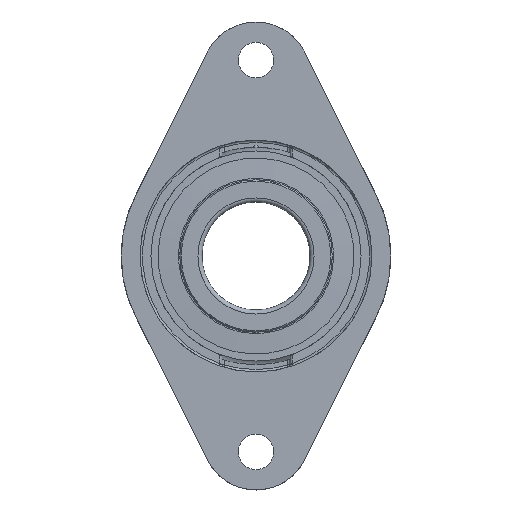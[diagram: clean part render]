
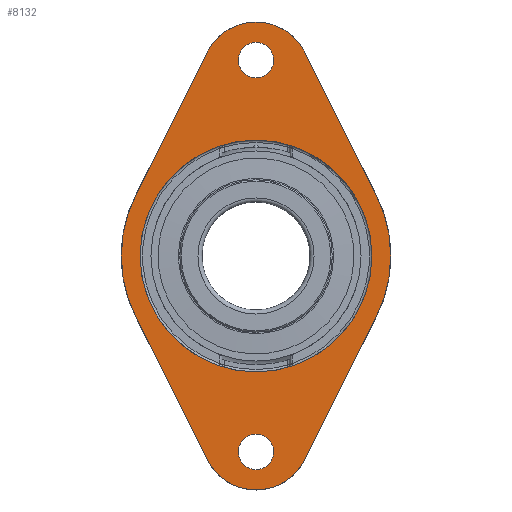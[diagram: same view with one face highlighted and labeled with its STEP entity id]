
A CAD part, left-side view. The second image highlights one B-rep face of the part: STEP entity #8132.
In plain terms, the highlighted face is planar.
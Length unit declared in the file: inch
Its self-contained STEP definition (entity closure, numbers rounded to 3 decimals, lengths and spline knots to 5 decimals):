
#5452=CARTESIAN_POINT('',(0.88144,-1.74045,-0.));
#5453=VERTEX_POINT('',#5452);
#5460=CARTESIAN_POINT('',(2.951,-0.70405,-0.));
#5461=VERTEX_POINT('',#5460);
#5462=CARTESIAN_POINT('',(0.88144,-1.74045,-0.));
#5463=DIRECTION('',(0.894,0.448,0.));
#5464=VECTOR('',#5463,0.91124);
#5465=LINE('',#5462,#5464);
#5466=EDGE_CURVE('',#5453,#5461,#5465,.T.);
#5485=CARTESIAN_POINT('',(-0.88144,-1.74045,-0.));
#5486=VERTEX_POINT('',#5485);
#5493=CARTESIAN_POINT('',(0.,0.01969,0.));
#5494=DIRECTION('',(0.,-0.,1.));
#5495=DIRECTION('',(1.,0.,0.));
#5496=AXIS2_PLACEMENT_3D('',#5493,#5494,#5495);
#5497=CIRCLE('',#5496,1.9685);
#5498=EDGE_CURVE('',#5486,#5453,#5497,.T.);
#5511=CARTESIAN_POINT('',(-2.951,-0.70405,-0.));
#5512=VERTEX_POINT('',#5511);
#5519=CARTESIAN_POINT('',(-2.951,-0.70405,-0.));
#5520=DIRECTION('',(0.894,-0.448,-0.));
#5521=VECTOR('',#5520,0.91124);
#5522=LINE('',#5519,#5521);
#5523=EDGE_CURVE('',#5512,#5486,#5522,.T.);
#5584=CARTESIAN_POINT('',(2.951,0.70405,0.));
#5585=VERTEX_POINT('',#5584);
#5586=CARTESIAN_POINT('',(2.59843,-0.,-0.));
#5587=DIRECTION('',(0.,-0.,1.));
#5588=DIRECTION('',(1.,0.,0.));
#5589=AXIS2_PLACEMENT_3D('',#5586,#5587,#5588);
#5590=CIRCLE('',#5589,0.7874);
#5591=EDGE_CURVE('',#5461,#5585,#5590,.T.);
#7626=CARTESIAN_POINT('',(-0.,-1.67706,-0.));
#7627=VERTEX_POINT('',#7626);
#7648=CARTESIAN_POINT('',(0.,1.67706,0.));
#7649=VERTEX_POINT('',#7648);
#7650=CARTESIAN_POINT('',(0.,-0.,0.));
#7651=DIRECTION('',(0.,-0.,1.));
#7652=DIRECTION('',(0.,1.,0.));
#7653=AXIS2_PLACEMENT_3D('',#7650,#7651,#7652);
#7654=CIRCLE('',#7653,1.67706);
#7655=EDGE_CURVE('',#7649,#7627,#7654,.T.);
#7657=CARTESIAN_POINT('',(0.,-0.,0.));
#7658=DIRECTION('',(0.,-0.,1.));
#7659=DIRECTION('',(0.,1.,0.));
#7660=AXIS2_PLACEMENT_3D('',#7657,#7658,#7659);
#7661=CIRCLE('',#7660,1.67706);
#7662=EDGE_CURVE('',#7627,#7649,#7661,.T.);
#8023=CARTESIAN_POINT('',(2.57874,0.,0.));
#8024=VERTEX_POINT('',#8023);
#8031=CARTESIAN_POINT('',(2.83465,0.,0.));
#8032=DIRECTION('',(0.,-0.,1.));
#8033=DIRECTION('',(1.,0.,0.));
#8034=AXIS2_PLACEMENT_3D('',#8031,#8032,#8033);
#8035=CIRCLE('',#8034,0.25591);
#8036=EDGE_CURVE('',#8024,#8024,#8035,.T.);
#8049=CARTESIAN_POINT('',(-3.09055,0.,0.));
#8050=VERTEX_POINT('',#8049);
#8057=CARTESIAN_POINT('',(-2.83465,0.,0.));
#8058=DIRECTION('',(0.,-0.,1.));
#8059=DIRECTION('',(1.,0.,0.));
#8060=AXIS2_PLACEMENT_3D('',#8057,#8058,#8059);
#8061=CIRCLE('',#8060,0.25591);
#8062=EDGE_CURVE('',#8050,#8050,#8061,.T.);
#8070=CARTESIAN_POINT('',(-0.,-0.,-0.));
#8071=DIRECTION('',(0.,-0.,1.));
#8072=DIRECTION('',(1.,0.,0.));
#8073=AXIS2_PLACEMENT_3D('',#8070,#8071,#8072);
#8074=PLANE('',#8073);
#8075=ORIENTED_EDGE('',*,*,#7655,.T.);
#8076=ORIENTED_EDGE('',*,*,#7662,.T.);
#8077=EDGE_LOOP('',(#8075,#8076));
#8078=FACE_BOUND('',#8077,.T.);
#8079=CARTESIAN_POINT('',(-0.88144,1.74045,0.));
#8080=VERTEX_POINT('',#8079);
#8081=CARTESIAN_POINT('',(-2.951,0.70405,0.));
#8082=VERTEX_POINT('',#8081);
#8083=CARTESIAN_POINT('',(-0.88144,1.74045,0.));
#8084=DIRECTION('',(-0.894,-0.448,-0.));
#8085=VECTOR('',#8084,0.91124);
#8086=LINE('',#8083,#8085);
#8087=EDGE_CURVE('',#8080,#8082,#8086,.T.);
#8088=ORIENTED_EDGE('',*,*,#8087,.F.);
#8089=CARTESIAN_POINT('',(0.88144,1.74045,0.));
#8090=VERTEX_POINT('',#8089);
#8091=CARTESIAN_POINT('',(0.,-0.01969,-0.));
#8092=DIRECTION('',(0.,-0.,1.));
#8093=DIRECTION('',(1.,0.,0.));
#8094=AXIS2_PLACEMENT_3D('',#8091,#8092,#8093);
#8095=CIRCLE('',#8094,1.9685);
#8096=EDGE_CURVE('',#8090,#8080,#8095,.T.);
#8097=ORIENTED_EDGE('',*,*,#8096,.F.);
#8098=CARTESIAN_POINT('',(2.951,0.70405,0.));
#8099=DIRECTION('',(-0.894,0.448,0.));
#8100=VECTOR('',#8099,0.91124);
#8101=LINE('',#8098,#8100);
#8102=EDGE_CURVE('',#5585,#8090,#8101,.T.);
#8103=ORIENTED_EDGE('',*,*,#8102,.F.);
#8104=ORIENTED_EDGE('',*,*,#5591,.F.);
#8105=ORIENTED_EDGE('',*,*,#5466,.F.);
#8106=ORIENTED_EDGE('',*,*,#5498,.F.);
#8107=ORIENTED_EDGE('',*,*,#5523,.F.);
#8108=CARTESIAN_POINT('',(-3.38583,-0.,-0.));
#8109=VERTEX_POINT('',#8108);
#8110=CARTESIAN_POINT('',(-2.59843,-0.,-0.));
#8111=DIRECTION('',(0.,-0.,1.));
#8112=DIRECTION('',(1.,0.,0.));
#8113=AXIS2_PLACEMENT_3D('',#8110,#8111,#8112);
#8114=CIRCLE('',#8113,0.7874);
#8115=EDGE_CURVE('',#8109,#5512,#8114,.T.);
#8116=ORIENTED_EDGE('',*,*,#8115,.F.);
#8117=CARTESIAN_POINT('',(-2.59843,-0.,-0.));
#8118=DIRECTION('',(0.,-0.,1.));
#8119=DIRECTION('',(1.,0.,0.));
#8120=AXIS2_PLACEMENT_3D('',#8117,#8118,#8119);
#8121=CIRCLE('',#8120,0.7874);
#8122=EDGE_CURVE('',#8082,#8109,#8121,.T.);
#8123=ORIENTED_EDGE('',*,*,#8122,.F.);
#8124=EDGE_LOOP('',(#8088,#8097,#8103,#8104,#8105,#8106,#8107,#8116,#8123));
#8125=FACE_BOUND('',#8124,.T.);
#8126=ORIENTED_EDGE('',*,*,#8062,.T.);
#8127=EDGE_LOOP('',(#8126));
#8128=FACE_BOUND('',#8127,.T.);
#8129=ORIENTED_EDGE('',*,*,#8036,.T.);
#8130=EDGE_LOOP('',(#8129));
#8131=FACE_BOUND('',#8130,.T.);
#8132=ADVANCED_FACE('',(#8078,#8125,#8128,#8131),#8074,.F.);
